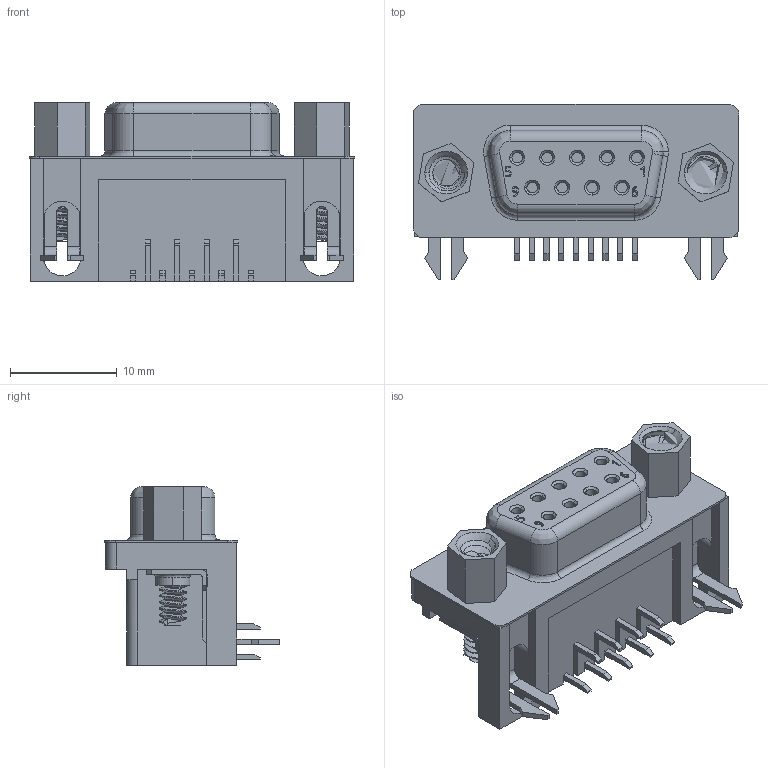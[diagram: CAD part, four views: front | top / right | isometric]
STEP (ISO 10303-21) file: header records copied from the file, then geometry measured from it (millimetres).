
FILE_DESCRIPTION (( 'STEP AP214' ), '1' );
FILE_NAME ('User Library-DRB-9F.STEP', '2018-10-01T04:18:55', ( '' ), ( '' ), 'SwSTEP 2.0', 'SolidWorks 2018', '' );
FILE_SCHEMA (( 'AUTOMOTIVE_DESIGN' ));
Length unit declared in the file: millimetre
Products named in the file (1): User Library-DRB-9F
Bounding box: 30.5 x 16.4 x 16.7 mm (x, y, z)
Surface area: 3214.4 mm2 (no closed solid volume)
Topology: 0 solids, 6 shells, 452 faces, 1229 edges, 787 vertices
Faces by surface type: plane 253, cylinder 90, bspline 86, cone 23
Full cylindrical faces by diameter (mm): 1.5 x2, 2.5 x1
Entity records: 34421 total; most frequent: CARTESIAN_POINT 18936, ORIENTED_EDGE 2406, DIRECTION 1764, EDGE_CURVE 1217, LINE 788, VECTOR 788, VERTEX_POINT 785, AXIS2_PLACEMENT_3D 488
